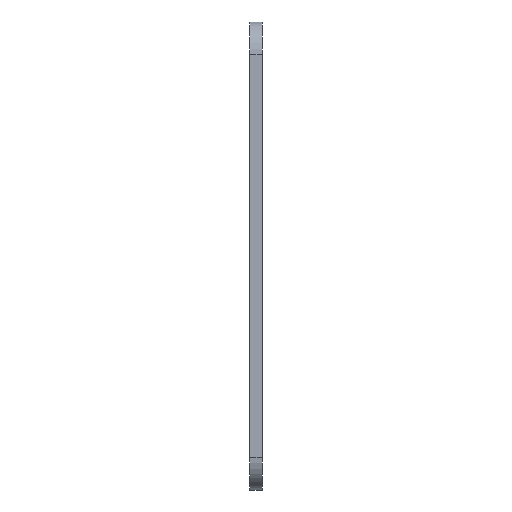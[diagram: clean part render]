
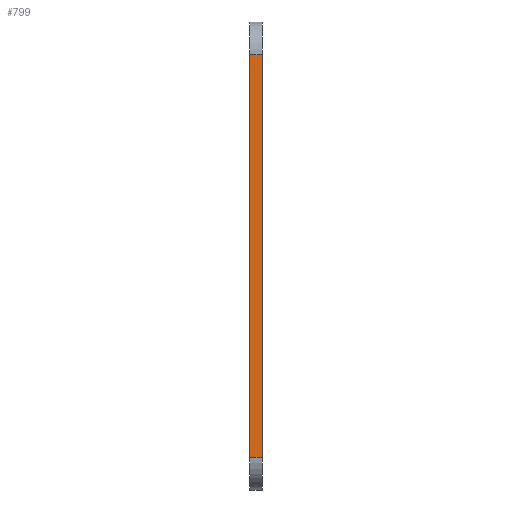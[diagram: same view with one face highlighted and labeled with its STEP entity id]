
A CAD part, left-side view. The second image highlights one B-rep face of the part: STEP entity #799.
In plain terms, the highlighted planar face has unit normal (-1, 0, 0).
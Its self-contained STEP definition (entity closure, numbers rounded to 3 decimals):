
#58 = DIRECTION ( 'NONE',  ( 1., 0., 0. ) ) ;
#75 = VECTOR ( 'NONE', #856, 1000. ) ;
#97 = ORIENTED_EDGE ( 'NONE', *, *, #889, .F. ) ;
#137 = VECTOR ( 'NONE', #590, 1000. ) ;
#148 = CARTESIAN_POINT ( 'NONE',  ( -45., 1.587, 25.825 ) ) ;
#149 = VERTEX_POINT ( 'NONE', #1051 ) ;
#168 = PLANE ( 'NONE',  #996 ) ;
#171 = ORIENTED_EDGE ( 'NONE', *, *, #775, .T. ) ;
#211 = LINE ( 'NONE', #355, #649 ) ;
#217 = CARTESIAN_POINT ( 'NONE',  ( -45., 1.587, -25.825 ) ) ;
#236 = VERTEX_POINT ( 'NONE', #1002 ) ;
#355 = CARTESIAN_POINT ( 'NONE',  ( -45., 1.587, -25.825 ) ) ;
#377 = LINE ( 'NONE', #679, #137 ) ;
#432 = VERTEX_POINT ( 'NONE', #717 ) ;
#536 = DIRECTION ( 'NONE',  ( 0., 0., 1. ) ) ;
#590 = DIRECTION ( 'NONE',  ( 0., 0., 1. ) ) ;
#649 = VECTOR ( 'NONE', #536, 1000. ) ;
#679 = CARTESIAN_POINT ( 'NONE',  ( -45., 0., -25.825 ) ) ;
#717 = CARTESIAN_POINT ( 'NONE',  ( -45., 1.587, -25.825 ) ) ;
#770 = EDGE_LOOP ( 'NONE', ( #171, #975, #97, #956 ) ) ;
#775 = EDGE_CURVE ( 'NONE', #236, #149, #377, .T. ) ;
#776 = VECTOR ( 'NONE', #1074, 1000. ) ;
#786 = LINE ( 'NONE', #148, #75 ) ;
#790 = EDGE_CURVE ( 'NONE', #862, #149, #786, .T. ) ;
#791 = CARTESIAN_POINT ( 'NONE',  ( -45., 1.587, -25.825 ) ) ;
#799 = ADVANCED_FACE ( 'NONE', ( #1120 ), #168, .F. ) ;
#856 = DIRECTION ( 'NONE',  ( 0., -1., 0. ) ) ;
#862 = VERTEX_POINT ( 'NONE', #985 ) ;
#865 = LINE ( 'NONE', #217, #776 ) ;
#889 = EDGE_CURVE ( 'NONE', #432, #862, #211, .T. ) ;
#953 = EDGE_CURVE ( 'NONE', #432, #236, #865, .T. ) ;
#956 = ORIENTED_EDGE ( 'NONE', *, *, #953, .T. ) ;
#975 = ORIENTED_EDGE ( 'NONE', *, *, #790, .F. ) ;
#985 = CARTESIAN_POINT ( 'NONE',  ( -45., 1.587, 25.825 ) ) ;
#996 = AXIS2_PLACEMENT_3D ( 'NONE', #791, #58, #1114 ) ;
#1002 = CARTESIAN_POINT ( 'NONE',  ( -45., 0., -25.825 ) ) ;
#1051 = CARTESIAN_POINT ( 'NONE',  ( -45., 0., 25.825 ) ) ;
#1074 = DIRECTION ( 'NONE',  ( 0., -1., 0. ) ) ;
#1114 = DIRECTION ( 'NONE',  ( 0., 0., -1. ) ) ;
#1120 = FACE_OUTER_BOUND ( 'NONE', #770, .T. ) ;
